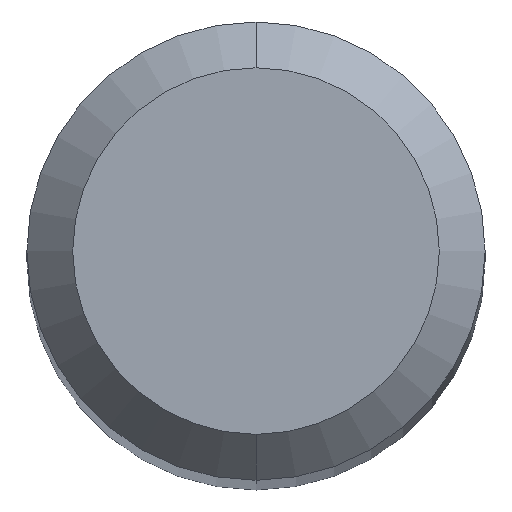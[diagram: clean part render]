
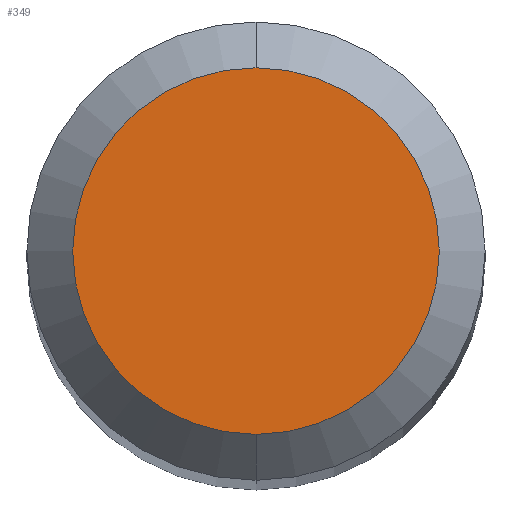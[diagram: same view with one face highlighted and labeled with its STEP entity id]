
A CAD part, top view. The second image highlights one B-rep face of the part: STEP entity #349.
In plain terms, the highlighted planar face has unit normal (0, 0, 1).
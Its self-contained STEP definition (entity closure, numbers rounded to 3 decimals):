
#323=VERTEX_POINT('',#670);
#325=EDGE_CURVE('',#415,#323,#672,.T.);
#349=ADVANCED_FACE('',(#696),#697,.T.);
#389=EDGE_CURVE('',#323,#415,#742,.T.);
#415=VERTEX_POINT('',#771);
#670=CARTESIAN_POINT('',(0.,-1.2,0.0));
#672=CIRCLE('',#1884,1.2);
#696=FACE_OUTER_BOUND('',#2003,.T.);
#697=PLANE('',#2004);
#742=CIRCLE('',#2110,1.2);
#771=CARTESIAN_POINT('',(0.0,1.2,0.0));
#1884=AXIS2_PLACEMENT_3D('',#2942,#2943,#2944);
#2003=EDGE_LOOP('',(#2956,#2957));
#2004=AXIS2_PLACEMENT_3D('',#2958,#2959,#2960);
#2110=AXIS2_PLACEMENT_3D('',#3012,#3013,#3014);
#2942=CARTESIAN_POINT('',(0.0,0.0,0.0));
#2943=DIRECTION('',(0.0,0.0,-1.0));
#2944=DIRECTION('',(0.0,1.0,0.0));
#2956=ORIENTED_EDGE('',*,*,#325,.F.);
#2957=ORIENTED_EDGE('',*,*,#389,.F.);
#2958=CARTESIAN_POINT('',(0.0,0.6,0.0));
#2959=DIRECTION('',(-0.0,0.0,1.0));
#2960=DIRECTION('',(0.0,-1.0,0.0));
#3012=CARTESIAN_POINT('',(0.0,0.0,0.0));
#3013=DIRECTION('',(0.0,0.0,-1.0));
#3014=DIRECTION('',(0.0,1.0,0.0));
